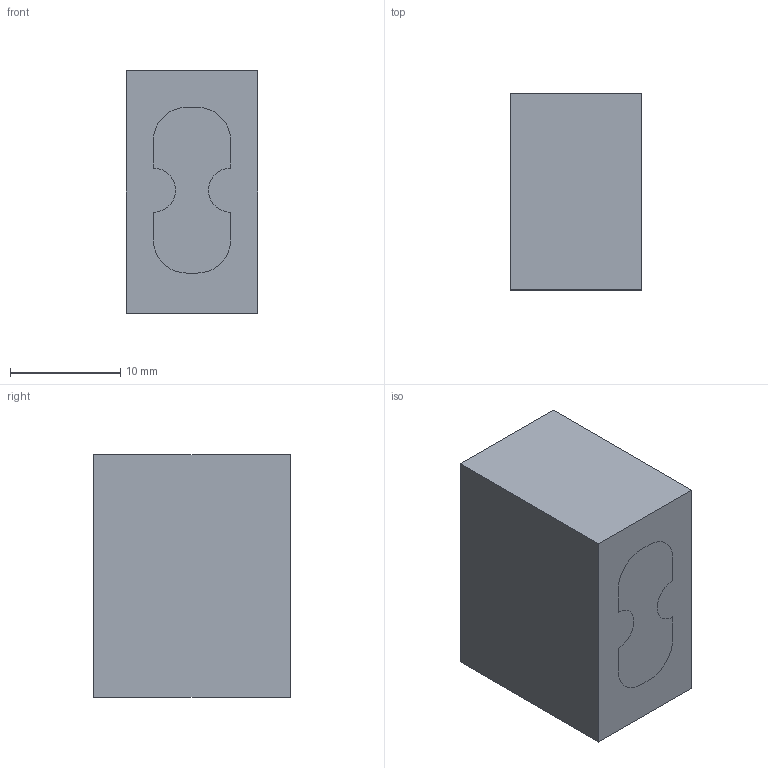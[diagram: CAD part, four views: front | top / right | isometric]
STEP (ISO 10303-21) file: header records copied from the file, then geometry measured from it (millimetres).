
FILE_DESCRIPTION(/* description */ (''),/* implementation_level */ '2;1');
FILE_NAME(/* name */ 'IEC320 C7 Receptacle v3.step',/* time_stamp */ '2019-06-11T15:30:26-05:00',/* author */ (''),/* organization */ (''),/* preprocessor_version */ 'ST-DEVELOPER v18',/* originating_system */ 'Autodesk Translation Framework v8.2.0.1029',/* authorisation */ '');
FILE_SCHEMA (('AUTOMOTIVE_DESIGN { 1 0 10303 214 3 1 1 }'));
Length unit declared in the file: inch
Products named in the file (1): IEC320 C7 Receptacle
Bounding box: 11.91 x 17.78 x 21.97 mm (x, y, z)
Volume: 3740.3 mm3; surface area: 2936.2 mm2
Topology: 2 solids, 2 shells, 38 faces, 96 edges, 64 vertices
Faces by surface type: plane 22, cylinder 14, bspline 2
Full cylindrical faces by diameter (mm): 2.8 x2
Entity records: 1739 total; most frequent: CARTESIAN_POINT 763, ORIENTED_EDGE 192, DIRECTION 192, EDGE_CURVE 96, AXIS2_PLACEMENT_3D 65, VERTEX_POINT 64, LINE 62, VECTOR 62
